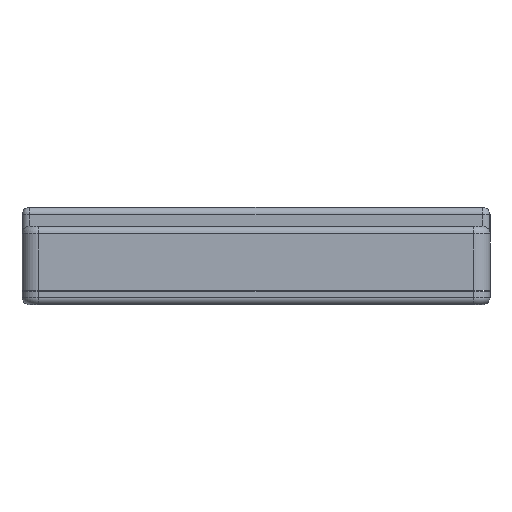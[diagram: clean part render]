
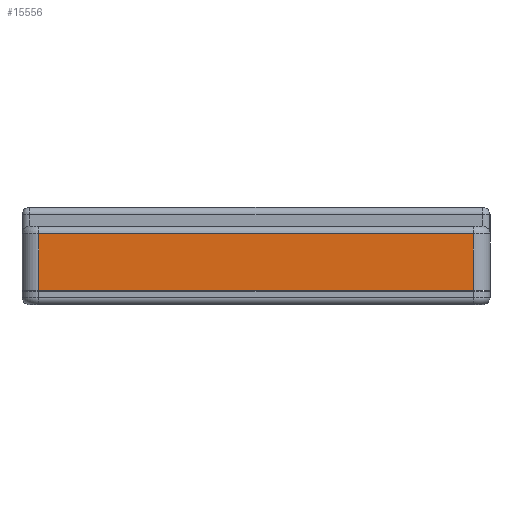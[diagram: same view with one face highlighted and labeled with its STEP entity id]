
A CAD part, left-side view. The second image highlights one B-rep face of the part: STEP entity #15556.
In plain terms, the highlighted planar face has unit normal (-1, 0, 0).
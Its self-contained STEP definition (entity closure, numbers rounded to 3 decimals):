
#1935=FACE_OUTER_BOUND('',#3031,.T.);
#3031=EDGE_LOOP('',(#13669,#13670,#13671,#13672));
#4227=LINE('',#24938,#5815);
#4280=LINE('',#25053,#5868);
#4530=LINE('',#25655,#6118);
#4532=LINE('',#25658,#6120);
#5815=VECTOR('',#19741,10.);
#5868=VECTOR('',#19812,10.);
#6118=VECTOR('',#20398,10.);
#6120=VECTOR('',#20402,10.);
#7371=VERTEX_POINT('',#24930);
#7373=VERTEX_POINT('',#24936);
#7425=VERTEX_POINT('',#25050);
#7426=VERTEX_POINT('',#25052);
#9331=EDGE_CURVE('',#7373,#7371,#4227,.T.);
#9389=EDGE_CURVE('',#7425,#7426,#4280,.T.);
#9690=EDGE_CURVE('',#7425,#7371,#4530,.T.);
#9692=EDGE_CURVE('',#7426,#7373,#4532,.T.);
#13669=ORIENTED_EDGE('',*,*,#9331,.F.);
#13670=ORIENTED_EDGE('',*,*,#9692,.F.);
#13671=ORIENTED_EDGE('',*,*,#9389,.F.);
#13672=ORIENTED_EDGE('',*,*,#9690,.T.);
#14831=PLANE('',#16764);
#15556=ADVANCED_FACE('',(#1935),#14831,.T.);
#16764=AXIS2_PLACEMENT_3D('',#25657,#20400,#20401);
#19741=DIRECTION('',(0.,-1.,0.));
#19812=DIRECTION('',(0.,1.,0.));
#20398=DIRECTION('',(0.,0.,1.));
#20400=DIRECTION('center_axis',(-1.,0.,0.));
#20401=DIRECTION('ref_axis',(0.,-1.,0.));
#20402=DIRECTION('',(0.,0.,1.));
#24930=CARTESIAN_POINT('',(68.015,-82.775,10.8));
#24936=CARTESIAN_POINT('',(68.015,-25.825,10.8));
#24938=CARTESIAN_POINT('',(68.015,-40.563,10.8));
#25050=CARTESIAN_POINT('',(68.015,-82.775,3.4));
#25052=CARTESIAN_POINT('',(68.015,-25.825,3.4));
#25053=CARTESIAN_POINT('',(68.015,-40.563,3.4));
#25655=CARTESIAN_POINT('',(68.015,-82.775,1.5));
#25657=CARTESIAN_POINT('Origin',(68.015,-26.825,7.4));
#25658=CARTESIAN_POINT('',(68.015,-25.825,1.5));
